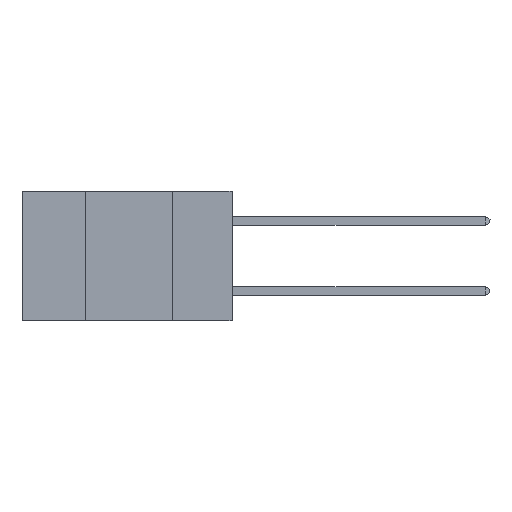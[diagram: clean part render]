
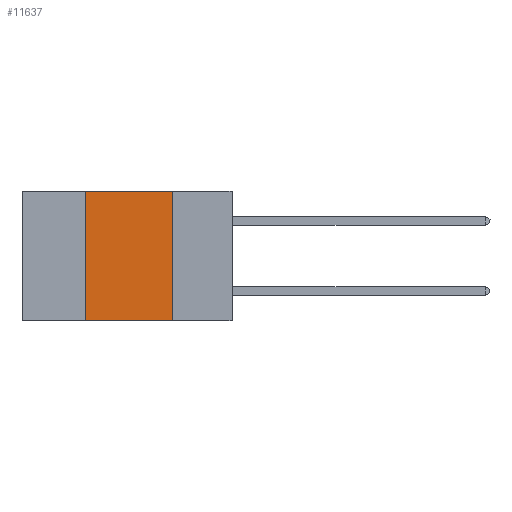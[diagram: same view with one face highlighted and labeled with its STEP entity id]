
A CAD part, left-side view. The second image highlights one B-rep face of the part: STEP entity #11637.
In plain terms, the highlighted planar face has unit normal (-1, 0, 0).
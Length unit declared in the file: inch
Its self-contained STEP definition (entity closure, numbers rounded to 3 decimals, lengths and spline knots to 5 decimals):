
#1096 = DIRECTION ( 'NONE',  ( 0., -1., 0. ) ) ;
#2228 = EDGE_CURVE ( 'NONE', #27627, #23061, #25728, .T. ) ;
#2709 = VERTEX_POINT ( 'NONE', #22437 ) ;
#4664 = DIRECTION ( 'NONE',  ( 0., 0., -1. ) ) ;
#4694 = ORIENTED_EDGE ( 'NONE', *, *, #28972, .F. ) ;
#5366 = LINE ( 'NONE', #20611, #6128 ) ;
#6128 = VECTOR ( 'NONE', #13048, 39.37008 ) ;
#7101 = CARTESIAN_POINT ( 'NONE',  ( 0., 0.6, 0. ) ) ;
#7243 = EDGE_LOOP ( 'NONE', ( #10562, #4694, #7642, #22372 ) ) ;
#7642 = ORIENTED_EDGE ( 'NONE', *, *, #2228, .F. ) ;
#9763 = PLANE ( 'NONE',  #12139 ) ;
#9804 = DIRECTION ( 'NONE',  ( 0., -1., 0. ) ) ;
#10562 = ORIENTED_EDGE ( 'NONE', *, *, #21737, .F. ) ;
#11637 = ADVANCED_FACE ( 'NONE', ( #13141 ), #9763, .F. ) ;
#12139 = AXIS2_PLACEMENT_3D ( 'NONE', #7101, #19928, #4664 ) ;
#13011 = DIRECTION ( 'NONE',  ( 0., 0., 1. ) ) ;
#13048 = DIRECTION ( 'NONE',  ( 0., 0., -1. ) ) ;
#13141 = FACE_OUTER_BOUND ( 'NONE', #7243, .T. ) ;
#13246 = VECTOR ( 'NONE', #1096, 39.37008 ) ;
#15641 = LINE ( 'NONE', #23906, #13246 ) ;
#16278 = CARTESIAN_POINT ( 'NONE',  ( 0., 0.17, 0. ) ) ;
#16326 = VECTOR ( 'NONE', #9804, 39.37008 ) ;
#18225 = VECTOR ( 'NONE', #13011, 39.37008 ) ;
#18347 = CARTESIAN_POINT ( 'NONE',  ( 0., 0.42, -0.37 ) ) ;
#19182 = EDGE_CURVE ( 'NONE', #27627, #2709, #23467, .T. ) ;
#19928 = DIRECTION ( 'NONE',  ( 1., 0., 0. ) ) ;
#20611 = CARTESIAN_POINT ( 'NONE',  ( 0., 0.17, 0. ) ) ;
#21737 = EDGE_CURVE ( 'NONE', #24188, #2709, #5366, .T. ) ;
#22372 = ORIENTED_EDGE ( 'NONE', *, *, #19182, .T. ) ;
#22437 = CARTESIAN_POINT ( 'NONE',  ( 0., 0.17, -0.37 ) ) ;
#22596 = CARTESIAN_POINT ( 'NONE',  ( 0., 0.42, 0. ) ) ;
#23061 = VERTEX_POINT ( 'NONE', #28261 ) ;
#23467 = LINE ( 'NONE', #27889, #16326 ) ;
#23906 = CARTESIAN_POINT ( 'NONE',  ( 0., 0.6, 0. ) ) ;
#24188 = VERTEX_POINT ( 'NONE', #16278 ) ;
#25728 = LINE ( 'NONE', #22596, #18225 ) ;
#27627 = VERTEX_POINT ( 'NONE', #18347 ) ;
#27889 = CARTESIAN_POINT ( 'NONE',  ( 0., 0.6, -0.37 ) ) ;
#28261 = CARTESIAN_POINT ( 'NONE',  ( 0., 0.42, 0. ) ) ;
#28972 = EDGE_CURVE ( 'NONE', #23061, #24188, #15641, .T. ) ;
